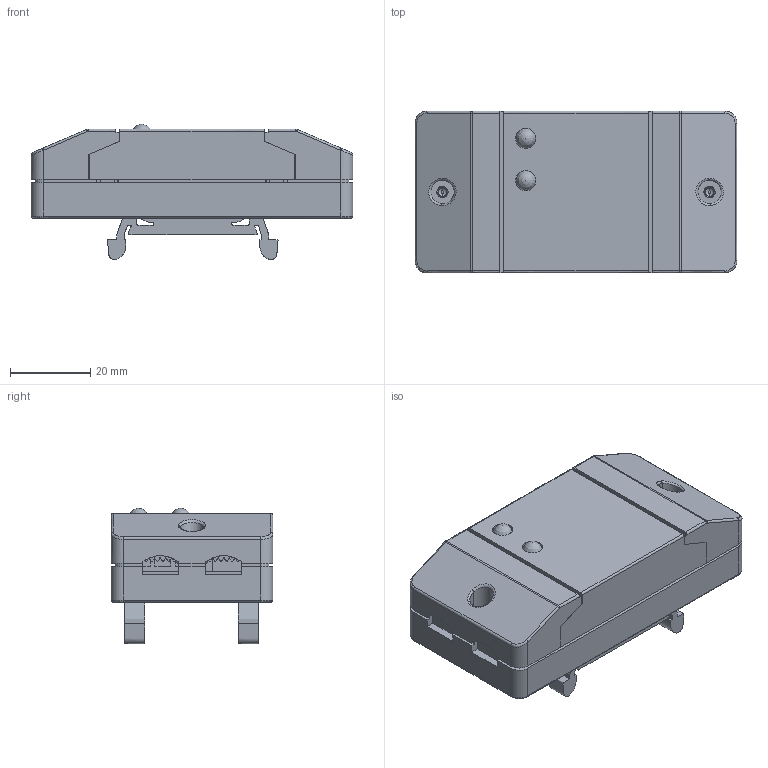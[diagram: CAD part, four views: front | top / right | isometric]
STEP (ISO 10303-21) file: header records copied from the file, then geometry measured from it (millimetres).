
FILE_DESCRIPTION(/* description */ (''),/* implementation_level */ '2;1');
FILE_NAME(/* name */ 'Hirel22',/* time_stamp */ '2022-03-02T11:35:32+01:00',/* author */ (''),/* organization */ (''),/* preprocessor_version */ 'ST-DEVELOPER v16.5',/* originating_system */ 'Rhino 7.15',/* authorisation */ '');
FILE_SCHEMA (('AUTOMOTIVE_DESIGN'));
Length unit declared in the file: millimetre
Products named in the file (1): Document
Bounding box: 79.98 x 40.2 x 33.63 mm (x, y, z)
Volume: 33251.9 mm3; surface area: 40904.5 mm2
Topology: 11 solids, 19 shells, 952 faces, 2538 edges, 1639 vertices
Faces by surface type: plane 642, cylinder 172, bspline 138
Full cylindrical faces by diameter (mm): 5 x4
Entity records: 39541 total; most frequent: CARTESIAN_POINT 22576, ORIENTED_EDGE 5052, EDGE_CURVE 2533, B_SPLINE_CURVE_WITH_KNOTS 1969, VERTEX_POINT 1633, EDGE_LOOP 1044, ADVANCED_FACE 952, FACE_OUTER_BOUND 952
